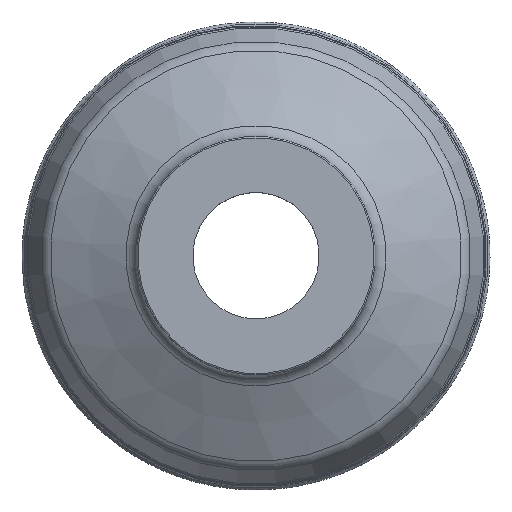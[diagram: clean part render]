
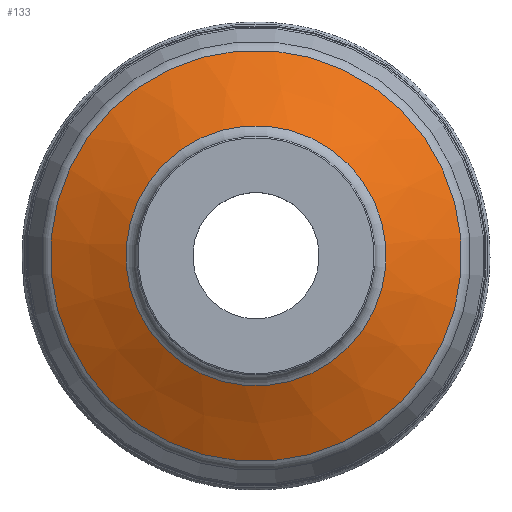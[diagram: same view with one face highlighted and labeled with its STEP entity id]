
A CAD part, top view. The second image highlights one B-rep face of the part: STEP entity #133.
In plain terms, the highlighted conical face has half-angle 62.764 degrees and reference radius 63.859 mm.
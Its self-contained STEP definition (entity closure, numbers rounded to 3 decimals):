
#104=CONICAL_SURFACE('',#636,63.859,62.764);
#133=ADVANCED_FACE('CN_SU3',(#192,#193),#104,.T.);
#192=FACE_BOUND('',#253,.T.);
#193=FACE_BOUND('',#254,.T.);
#253=EDGE_LOOP('',(#313));
#254=EDGE_LOOP('',(#314));
#313=ORIENTED_EDGE('',*,*,#391,.T.);
#314=ORIENTED_EDGE('',*,*,#392,.T.);
#360=VERTEX_POINT('',#910);
#361=VERTEX_POINT('',#912);
#391=EDGE_CURVE('',#360,#360,#421,.T.);
#392=EDGE_CURVE('',#361,#361,#422,.T.);
#421=CIRCLE('',#634,62.034);
#422=CIRCLE('',#635,39.254);
#634=AXIS2_PLACEMENT_3D('',#909,#765,#766);
#635=AXIS2_PLACEMENT_3D('',#911,#767,#768);
#636=AXIS2_PLACEMENT_3D('',#913,#769,#770);
#765=DIRECTION('',(0.,0.,1.));
#766=DIRECTION('',(0.966,0.259,0.));
#767=DIRECTION('',(0.,0.,-1.));
#768=DIRECTION('',(-0.966,-0.259,0.));
#769=DIRECTION('',(0.,0.,-1.));
#770=DIRECTION('',(-0.966,-0.259,0.));
#909=CARTESIAN_POINT('',(0.,0.,-32.06));
#910=CARTESIAN_POINT('',(59.92,16.056,-32.06));
#911=CARTESIAN_POINT('',(0.,0.,-20.335));
#912=CARTESIAN_POINT('',(-37.916,-10.16,-20.335));
#913=CARTESIAN_POINT('',(0.,0.,-33.));
